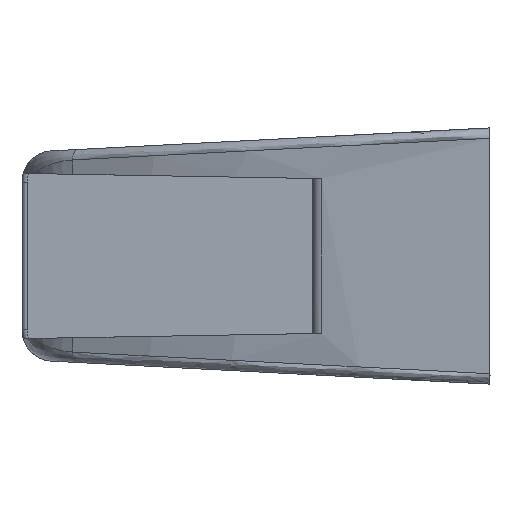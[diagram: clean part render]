
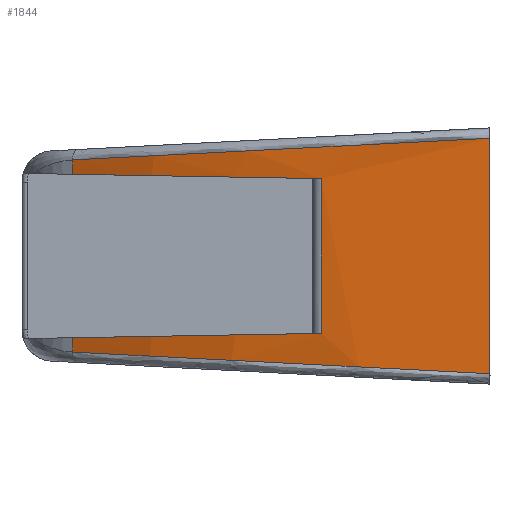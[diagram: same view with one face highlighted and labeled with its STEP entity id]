
A CAD part, left-side view. The second image highlights one B-rep face of the part: STEP entity #1844.
In plain terms, the highlighted cylindrical face has radius 77.978 mm (diameter 155.956 mm), a partial arc.
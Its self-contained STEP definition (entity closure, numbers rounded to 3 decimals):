
#116 = CARTESIAN_POINT ( 'NONE',  ( 3.503, 24.668, 7.582 ) ) ;
#193 = DIRECTION ( 'NONE',  ( 0., 0., -1. ) ) ;
#195 = CARTESIAN_POINT ( 'NONE',  ( 0.17, 5.938, -10.998 ) ) ;
#210 = CARTESIAN_POINT ( 'NONE',  ( 7.53, 33.635, -9.565 ) ) ;
#218 = CARTESIAN_POINT ( 'NONE',  ( 11.101, 40.101, -9.23 ) ) ;
#239 = VERTEX_POINT ( 'NONE', #218 ) ;
#246 = ORIENTED_EDGE ( 'NONE', *, *, #1277, .F. ) ;
#274 = CARTESIAN_POINT ( 'NONE',  ( 0., 0., 11.305 ) ) ;
#279 = CARTESIAN_POINT ( 'NONE',  ( 0.689, 10.492, 10.763 ) ) ;
#299 = VERTEX_POINT ( 'NONE', #274 ) ;
#313 = CYLINDRICAL_SURFACE ( 'NONE', #2648, 77.978 ) ;
#318 = CARTESIAN_POINT ( 'NONE',  ( 0., 2.337, 11.184 ) ) ;
#395 = DIRECTION ( 'NONE',  ( 0., 0., 1. ) ) ;
#429 = LINE ( 'NONE', #1165, #452 ) ;
#444 = EDGE_CURVE ( 'NONE', #514, #2022, #2215, .T. ) ;
#452 = VECTOR ( 'NONE', #395, 1000. ) ;
#484 = CARTESIAN_POINT ( 'NONE',  ( 11.101, 40.101, -9.23 ) ) ;
#493 = CARTESIAN_POINT ( 'NONE',  ( 2.792, 20.679, 10.235 ) ) ;
#510 = VECTOR ( 'NONE', #193, 1000. ) ;
#511 = CARTESIAN_POINT ( 'NONE',  ( 3.861, 24.541, 10.035 ) ) ;
#514 = VERTEX_POINT ( 'NONE', #2999 ) ;
#528 = CARTESIAN_POINT ( 'NONE',  ( 2.629, 20.078, 10.266 ) ) ;
#561 = CARTESIAN_POINT ( 'NONE',  ( 2.825, 20.799, 10.229 ) ) ;
#572 = CARTESIAN_POINT ( 'NONE',  ( 6.663, 32.699, -7.722 ) ) ;
#617 = ORIENTED_EDGE ( 'NONE', *, *, #779, .F. ) ;
#619 = CARTESIAN_POINT ( 'NONE',  ( 11.101, 40.101, -7.851 ) ) ;
#637 = ORIENTED_EDGE ( 'NONE', *, *, #444, .T. ) ;
#703 = CARTESIAN_POINT ( 'NONE',  ( 1.707, 16.226, 12.306 ) ) ;
#716 = DIRECTION ( 'NONE',  ( 0., 0., -1. ) ) ;
#763 = CARTESIAN_POINT ( 'NONE',  ( 2.43, 19.316, 10.306 ) ) ;
#779 = EDGE_CURVE ( 'NONE', #1652, #239, #2518, .T. ) ;
#825 = CARTESIAN_POINT ( 'NONE',  ( 11.101, 40.101, 7.851 ) ) ;
#889 = CARTESIAN_POINT ( 'NONE',  ( 6.663, 32.699, 7.722 ) ) ;
#935 = EDGE_CURVE ( 'NONE', #239, #2343, #429, .T. ) ;
#969 = VECTOR ( 'NONE', #2750, 1000. ) ;
#982 = CARTESIAN_POINT ( 'NONE',  ( 2.822, 20.787, 10.229 ) ) ;
#995 = CARTESIAN_POINT ( 'NONE',  ( 2.809, 20.741, 10.232 ) ) ;
#1062 = CARTESIAN_POINT ( 'NONE',  ( 77.978, 0., 12.306 ) ) ;
#1078 = DIRECTION ( 'NONE',  ( -1., 0., 0. ) ) ;
#1110 = CARTESIAN_POINT ( 'NONE',  ( 1.707, 16.226, -7.435 ) ) ;
#1165 = CARTESIAN_POINT ( 'NONE',  ( 11.101, 40.101, -12.306 ) ) ;
#1191 = CARTESIAN_POINT ( 'NONE',  ( 1.61, 16.19, -10.467 ) ) ;
#1206 = CARTESIAN_POINT ( 'NONE',  ( 4.669, 26.832, -9.917 ) ) ;
#1241 = B_SPLINE_CURVE_WITH_KNOTS ( 'NONE', 3,
 ( #2015, #318, #2781, #2054, #279, #2839, #2819, #2250, #1756, #763, #2558, #528, #3114, #3038, #493, #995, #3300, #982, #1505, #1285, #561, #511, #2034, #1254, #3095, #3076 ),
 .UNSPECIFIED., .F., .F.,
 ( 4, 2, 2, 2, 2, 2, 1, 1, 1, 1, 1, 1, 2, 2, 2, 4 ),
 ( 0., 0.125, 0.25, 0.375, 0.438, 0.469, 0.484, 0.492, 0.496, 0.498, 0.499, 0.5, 0.5, 0.5, 0.75, 1. ),
 .UNSPECIFIED. ) ;
#1254 = CARTESIAN_POINT ( 'NONE',  ( 7.937, 34.456, 9.523 ) ) ;
#1273 = ORIENTED_EDGE ( 'NONE', *, *, #935, .F. ) ;
#1277 = EDGE_CURVE ( 'NONE', #299, #1652, #1726, .T. ) ;
#1285 = CARTESIAN_POINT ( 'NONE',  ( 2.825, 20.798, 10.229 ) ) ;
#1382 = VERTEX_POINT ( 'NONE', #1984 ) ;
#1396 = EDGE_CURVE ( 'NONE', #299, #514, #1241, .T. ) ;
#1479 = CARTESIAN_POINT ( 'NONE',  ( 0.929, 12.554, -10.655 ) ) ;
#1505 = CARTESIAN_POINT ( 'NONE',  ( 2.824, 20.794, 10.229 ) ) ;
#1652 = VERTEX_POINT ( 'NONE', #2171 ) ;
#1675 =( BOUNDED_CURVE ( )  B_SPLINE_CURVE ( 3, ( #3239, #116, #889, #1909 ),
 .UNSPECIFIED., .F., .T. ) 
 B_SPLINE_CURVE_WITH_KNOTS ( ( 4, 4 ),
 ( 1.78, 2.111 ),
 .UNSPECIFIED. ) 
 CURVE ( )  GEOMETRIC_REPRESENTATION_ITEM ( )  RATIONAL_B_SPLINE_CURVE ( ( 1., 0.991, 0.991, 1. ) ) 
 REPRESENTATION_ITEM ( '' )  );
#1724 = CARTESIAN_POINT ( 'NONE',  ( 11.101, 40.101, 12.306 ) ) ;
#1726 = LINE ( 'NONE', #2971, #969 ) ;
#1756 = CARTESIAN_POINT ( 'NONE',  ( 2.189, 18.357, 10.355 ) ) ;
#1832 = VECTOR ( 'NONE', #716, 1000. ) ;
#1844 = ADVANCED_FACE ( 'NONE', ( #2399 ), #313, .T. ) ;
#1865 = CARTESIAN_POINT ( 'NONE',  ( 11.101, 40.101, -7.851 ) ) ;
#1885 = DIRECTION ( 'NONE',  ( 0., 0., -1. ) ) ;
#1909 = CARTESIAN_POINT ( 'NONE',  ( 11.101, 40.101, 7.851 ) ) ;
#1984 = CARTESIAN_POINT ( 'NONE',  ( 1.707, 16.226, -7.435 ) ) ;
#2015 = CARTESIAN_POINT ( 'NONE',  ( 0., 0., 11.305 ) ) ;
#2022 = VERTEX_POINT ( 'NONE', #825 ) ;
#2034 = CARTESIAN_POINT ( 'NONE',  ( 5.125, 28.023, 9.855 ) ) ;
#2054 = CARTESIAN_POINT ( 'NONE',  ( 0.449, 8.605, 10.86 ) ) ;
#2074 = ORIENTED_EDGE ( 'NONE', *, *, #3072, .F. ) ;
#2076 = VERTEX_POINT ( 'NONE', #2380 ) ;
#2171 = CARTESIAN_POINT ( 'NONE',  ( 0., 0., -11.305 ) ) ;
#2215 = LINE ( 'NONE', #1724, #1832 ) ;
#2223 = CARTESIAN_POINT ( 'NONE',  ( 9.203, 36.935, -9.394 ) ) ;
#2250 = CARTESIAN_POINT ( 'NONE',  ( 2.027, 17.681, 10.39 ) ) ;
#2261 =( BOUNDED_CURVE ( )  B_SPLINE_CURVE ( 3, ( #1110, #2348, #572, #619 ),
 .UNSPECIFIED., .F., .T. ) 
 B_SPLINE_CURVE_WITH_KNOTS ( ( 4, 4 ),
 ( 1.78, 2.111 ),
 .UNSPECIFIED. ) 
 CURVE ( )  GEOMETRIC_REPRESENTATION_ITEM ( )  RATIONAL_B_SPLINE_CURVE ( ( 1., 0.991, 0.991, 1. ) ) 
 REPRESENTATION_ITEM ( '' )  );
#2321 = EDGE_CURVE ( 'NONE', #1382, #2343, #2261, .T. ) ;
#2326 = ORIENTED_EDGE ( 'NONE', *, *, #2321, .T. ) ;
#2343 = VERTEX_POINT ( 'NONE', #1865 ) ;
#2348 = CARTESIAN_POINT ( 'NONE',  ( 3.503, 24.668, -7.582 ) ) ;
#2380 = CARTESIAN_POINT ( 'NONE',  ( 1.707, 16.226, 7.435 ) ) ;
#2399 = FACE_OUTER_BOUND ( 'NONE', #2555, .T. ) ;
#2470 = LINE ( 'NONE', #703, #510 ) ;
#2472 = CARTESIAN_POINT ( 'NONE',  ( 0., 2.969, -11.151 ) ) ;
#2484 = CARTESIAN_POINT ( 'NONE',  ( 3.48, 23.329, -10.098 ) ) ;
#2518 = B_SPLINE_CURVE_WITH_KNOTS ( 'NONE', 3,
 ( #2786, #2472, #195, #1479, #1191, #2484, #1206, #210, #2223, #484 ),
 .UNSPECIFIED., .F., .F.,
 ( 4, 2, 2, 2, 4 ),
 ( 0., 0.212, 0.474, 0.737, 1. ),
 .UNSPECIFIED. ) ;
#2555 = EDGE_LOOP ( 'NONE', ( #2770, #2326, #1273, #617, #246, #2801, #637, #2074 ) ) ;
#2558 = CARTESIAN_POINT ( 'NONE',  ( 2.51, 19.626, 10.29 ) ) ;
#2648 = AXIS2_PLACEMENT_3D ( 'NONE', #1062, #1885, #1078 ) ;
#2750 = DIRECTION ( 'NONE',  ( 0., 0., -1. ) ) ;
#2770 = ORIENTED_EDGE ( 'NONE', *, *, #3235, .T. ) ;
#2781 = CARTESIAN_POINT ( 'NONE',  ( 0.105, 4.528, 11.071 ) ) ;
#2786 = CARTESIAN_POINT ( 'NONE',  ( 0., 0., -11.305 ) ) ;
#2801 = ORIENTED_EDGE ( 'NONE', *, *, #1396, .T. ) ;
#2819 = CARTESIAN_POINT ( 'NONE',  ( 1.55, 15.538, 10.502 ) ) ;
#2839 = CARTESIAN_POINT ( 'NONE',  ( 1.239, 13.958, 10.583 ) ) ;
#2971 = CARTESIAN_POINT ( 'NONE',  ( 0., 0., 12.306 ) ) ;
#2999 = CARTESIAN_POINT ( 'NONE',  ( 11.101, 40.101, 9.23 ) ) ;
#3038 = CARTESIAN_POINT ( 'NONE',  ( 2.757, 20.553, 10.242 ) ) ;
#3072 = EDGE_CURVE ( 'NONE', #2076, #2022, #1675, .T. ) ;
#3076 = CARTESIAN_POINT ( 'NONE',  ( 11.101, 40.101, 9.23 ) ) ;
#3095 = CARTESIAN_POINT ( 'NONE',  ( 9.486, 37.407, 9.37 ) ) ;
#3114 = CARTESIAN_POINT ( 'NONE',  ( 2.688, 20.3, 10.255 ) ) ;
#3235 = EDGE_CURVE ( 'NONE', #2076, #1382, #2470, .T. ) ;
#3239 = CARTESIAN_POINT ( 'NONE',  ( 1.707, 16.226, 7.435 ) ) ;
#3300 = CARTESIAN_POINT ( 'NONE',  ( 2.817, 20.772, 10.23 ) ) ;
